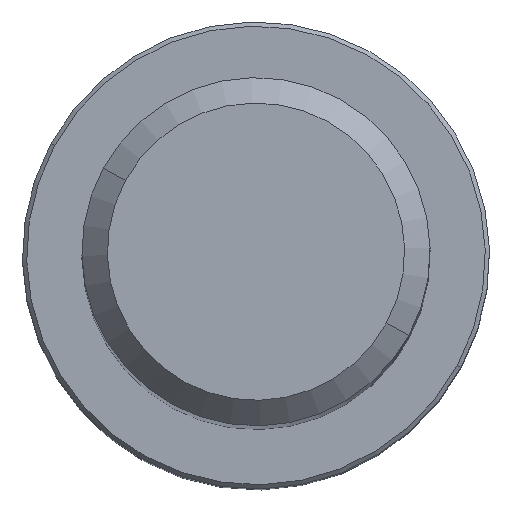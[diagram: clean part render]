
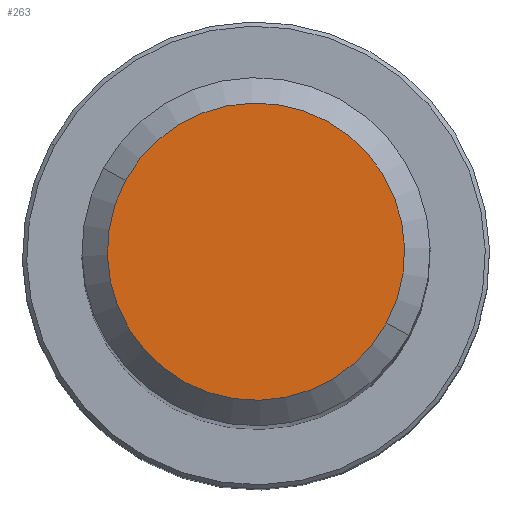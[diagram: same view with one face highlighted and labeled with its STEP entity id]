
A CAD part, top view. The second image highlights one B-rep face of the part: STEP entity #263.
In plain terms, the highlighted planar face has unit normal (0, 0, 1).
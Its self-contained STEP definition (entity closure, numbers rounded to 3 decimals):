
#206=CARTESIAN_POINT('Vertex',(-15.358,8.39,255.)) ;
#209=CARTESIAN_POINT('Axis2P3D Location',(0.,0.,255.)) ;
#213=CARTESIAN_POINT('Vertex',(15.358,-8.39,255.)) ;
#228=CARTESIAN_POINT('Axis2P3D Location',(0.,0.,255.)) ;
#254=CARTESIAN_POINT('Axis2P3D Location',(-17.5,0.,255.)) ;
#210=DIRECTION('Axis2P3D Direction',(0.,0.,-1.)) ;
#229=DIRECTION('Axis2P3D Direction',(0.,0.,-1.)) ;
#255=DIRECTION('Axis2P3D Direction',(0.,0.,-1.)) ;
#256=DIRECTION('Axis2P3D XDirection',(1.,0.,0.)) ;
#211=AXIS2_PLACEMENT_3D('Circle Axis2P3D',#209,#210,$) ;
#230=AXIS2_PLACEMENT_3D('Circle Axis2P3D',#228,#229,$) ;
#257=AXIS2_PLACEMENT_3D('Plane Axis2P3D',#254,#255,#256) ;
#260=ORIENTED_EDGE('',*,*,#215,.F.) ;
#261=ORIENTED_EDGE('',*,*,#232,.F.) ;
#263=ADVANCED_FACE('PartBody',(#262),#258,.F.) ;
#212=CIRCLE('generated circle',#211,17.5) ;
#231=CIRCLE('generated circle',#230,17.5) ;
#215=EDGE_CURVE('',#207,#214,#212,.T.) ;
#232=EDGE_CURVE('',#214,#207,#231,.T.) ;
#259=EDGE_LOOP('',(#260,#261)) ;
#262=FACE_OUTER_BOUND('',#259,.T.) ;
#258=PLANE('Plane',#257) ;
#207=VERTEX_POINT('',#206) ;
#214=VERTEX_POINT('',#213) ;
